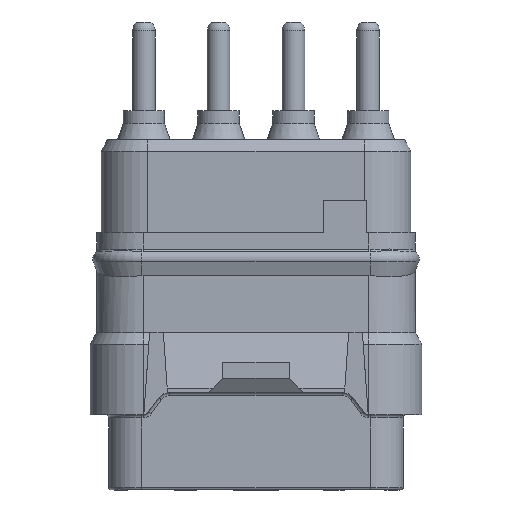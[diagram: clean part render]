
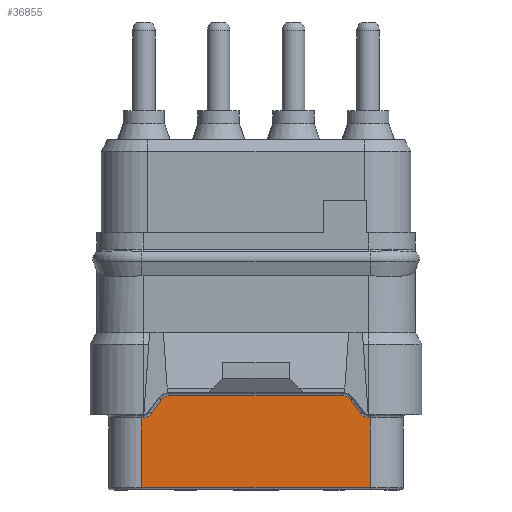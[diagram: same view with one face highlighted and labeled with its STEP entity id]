
A CAD part, front view. The second image highlights one B-rep face of the part: STEP entity #36855.
In plain terms, the highlighted planar face has unit normal (0, -1, 0).
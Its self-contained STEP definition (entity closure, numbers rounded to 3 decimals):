
#1804=DIRECTION('',(-0.6,0.,-0.8));
#1805=VECTOR('',#1804,0.8);
#1806=CARTESIAN_POINT('',(-4.26,-5.81,-7.56));
#1807=LINE('',#1806,#1805);
#1818=CARTESIAN_POINT('',(-3.9,-5.81,-7.83));
#1819=DIRECTION('',(0.,-1.,0.));
#1820=DIRECTION('',(0.,0.,1.));
#1821=AXIS2_PLACEMENT_3D('',#1818,#1819,#1820);
#1828=DIRECTION('',(-1.,0.,0.));
#1829=VECTOR('',#1828,7.8);
#1830=CARTESIAN_POINT('',(3.9,-5.81,-7.38));
#1831=LINE('',#1830,#1829);
#1842=CARTESIAN_POINT('',(3.9,-5.81,-7.83));
#1843=DIRECTION('',(0.,-1.,0.));
#1844=DIRECTION('',(0.8,0.,0.6));
#1845=AXIS2_PLACEMENT_3D('',#1842,#1843,#1844);
#1864=DIRECTION('',(-0.6,0.,0.8));
#1865=VECTOR('',#1864,0.8);
#1866=CARTESIAN_POINT('',(4.74,-5.81,-8.2));
#1867=LINE('',#1866,#1865);
#1878=CARTESIAN_POINT('',(5.1,-5.81,-7.93));
#1879=DIRECTION('',(0.,1.,0.));
#1880=DIRECTION('',(0.,0.,-1.));
#1881=AXIS2_PLACEMENT_3D('',#1878,#1879,#1880);
#2098=DIRECTION('',(-1.,0.,0.));
#2099=VECTOR('',#2098,0.06);
#2100=CARTESIAN_POINT('',(-5.1,-5.81,-8.38));
#2101=LINE('',#2100,#2099);
#2112=CARTESIAN_POINT('',(-5.1,-5.81,-7.93));
#2113=DIRECTION('',(0.,1.,0.));
#2114=DIRECTION('',(0.8,0.,-0.6));
#2115=AXIS2_PLACEMENT_3D('',#2112,#2113,#2114);
#2117=DIRECTION('',(0.,0.,-1.));
#2118=VECTOR('',#2117,3.16);
#2119=CARTESIAN_POINT('',(5.16,-5.81,-8.38));
#2120=LINE('',#2119,#2118);
#2130=DIRECTION('',(-1.,0.,0.));
#2131=VECTOR('',#2130,0.06);
#2132=CARTESIAN_POINT('',(5.16,-5.81,-8.38));
#2133=LINE('',#2132,#2131);
#2217=DIRECTION('',(0.,0.,-1.));
#2218=VECTOR('',#2217,3.16);
#2219=CARTESIAN_POINT('',(-5.16,-5.81,-8.38));
#2220=LINE('',#2219,#2218);
#5024=DIRECTION('',(-1.,0.,0.));
#5025=VECTOR('',#5024,10.32);
#5026=CARTESIAN_POINT('',(5.16,-5.81,-11.54));
#5027=LINE('',#5026,#5025);
#28105=CARTESIAN_POINT('',(5.16,-5.81,-11.54));
#28106=VERTEX_POINT('',#28105);
#28109=CARTESIAN_POINT('',(-5.16,-5.81,-11.54));
#28110=VERTEX_POINT('',#28109);
#28139=CARTESIAN_POINT('',(-5.16,-5.81,-8.38));
#28140=VERTEX_POINT('',#28139);
#28143=CARTESIAN_POINT('',(-5.1,-5.81,-8.38));
#28144=VERTEX_POINT('',#28143);
#28147=CARTESIAN_POINT('',(-4.74,-5.81,-8.2));
#28148=VERTEX_POINT('',#28147);
#28151=CARTESIAN_POINT('',(-4.26,-5.81,-7.56));
#28152=VERTEX_POINT('',#28151);
#28153=CARTESIAN_POINT('',(-3.9,-5.81,-7.38));
#28154=VERTEX_POINT('',#28153);
#28155=CARTESIAN_POINT('',(3.9,-5.81,-7.38));
#28156=VERTEX_POINT('',#28155);
#28157=CARTESIAN_POINT('',(4.26,-5.81,-7.56));
#28158=VERTEX_POINT('',#28157);
#28163=CARTESIAN_POINT('',(4.74,-5.81,-8.2));
#28164=VERTEX_POINT('',#28163);
#28167=CARTESIAN_POINT('',(5.1,-5.81,-8.38));
#28168=VERTEX_POINT('',#28167);
#28171=CARTESIAN_POINT('',(5.16,-5.81,-8.38));
#28172=VERTEX_POINT('',#28171);
#36832=CARTESIAN_POINT('',(5.16,-5.81,-8.23));
#36833=DIRECTION('',(0.,-1.,0.));
#36834=DIRECTION('',(-1.,0.,0.));
#36835=AXIS2_PLACEMENT_3D('',#36832,#36833,#36834);
#36836=PLANE('',#36835);
#36837=ORIENTED_EDGE('',*,*,#36813,.F.);
#36838=ORIENTED_EDGE('',*,*,#36826,.F.);
#36839=ORIENTED_EDGE('',*,*,#36374,.F.);
#36840=ORIENTED_EDGE('',*,*,#36390,.F.);
#36841=ORIENTED_EDGE('',*,*,#36416,.F.);
#36842=ORIENTED_EDGE('',*,*,#36431,.F.);
#36843=ORIENTED_EDGE('',*,*,#36472,.F.);
#36844=ORIENTED_EDGE('',*,*,#36487,.F.);
#36846=ORIENTED_EDGE('',*,*,#36845,.F.);
#36848=ORIENTED_EDGE('',*,*,#36847,.T.);
#36850=ORIENTED_EDGE('',*,*,#36849,.T.);
#36852=ORIENTED_EDGE('',*,*,#36851,.F.);
#36853=EDGE_LOOP('',(#36837,#36838,#36839,#36840,#36841,#36842,#36843,#36844,
#36846,#36848,#36850,#36852));
#36854=FACE_OUTER_BOUND('',#36853,.F.);
#36855=ADVANCED_FACE('',(#36854),#36836,.T.);
#1822=CIRCLE('',#1821,0.45);
#1846=CIRCLE('',#1845,0.45);
#1882=CIRCLE('',#1881,0.45);
#2116=CIRCLE('',#2115,0.45);
#36374=EDGE_CURVE('',#28152,#28148,#1807,.T.);
#36390=EDGE_CURVE('',#28154,#28152,#1822,.T.);
#36416=EDGE_CURVE('',#28156,#28154,#1831,.T.);
#36431=EDGE_CURVE('',#28158,#28156,#1846,.T.);
#36472=EDGE_CURVE('',#28164,#28158,#1867,.T.);
#36487=EDGE_CURVE('',#28168,#28164,#1882,.T.);
#36813=EDGE_CURVE('',#28144,#28140,#2101,.T.);
#36826=EDGE_CURVE('',#28148,#28144,#2116,.T.);
#36845=EDGE_CURVE('',#28172,#28168,#2133,.T.);
#36847=EDGE_CURVE('',#28172,#28106,#2120,.T.);
#36849=EDGE_CURVE('',#28106,#28110,#5027,.T.);
#36851=EDGE_CURVE('',#28140,#28110,#2220,.T.);
